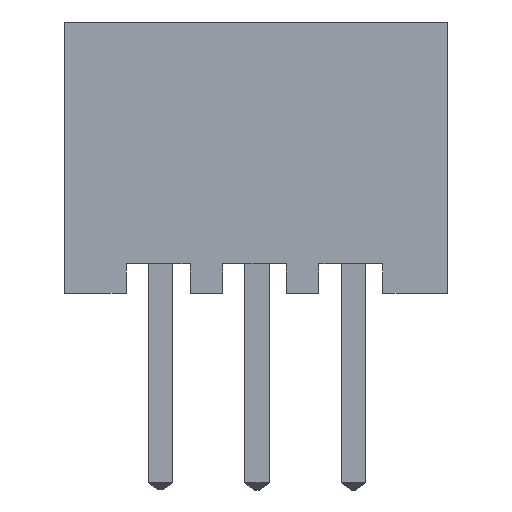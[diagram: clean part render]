
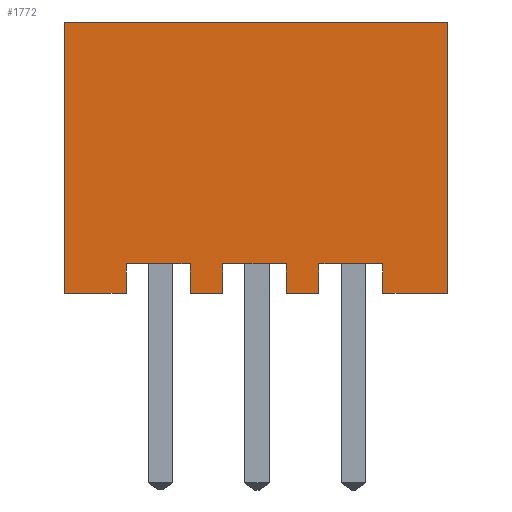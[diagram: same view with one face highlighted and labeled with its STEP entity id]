
A CAD part, front view. The second image highlights one B-rep face of the part: STEP entity #1772.
In plain terms, the highlighted planar face has unit normal (0, -1, 0).
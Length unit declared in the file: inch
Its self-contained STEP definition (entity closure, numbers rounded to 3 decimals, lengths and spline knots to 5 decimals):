
#813 = LINE ( 'NONE', #814, #825 ) ;
#814 = CARTESIAN_POINT ( 'NONE',  ( 0.163, -0.103, 0. ) ) ;
#820 = DIRECTION ( 'NONE',  ( 0., 0., 1. ) ) ;
#822 = VECTOR ( 'NONE', #820, 39.37008 ) ;
#824 = DIRECTION ( 'NONE',  ( -1., 0., 0. ) ) ;
#825 = VECTOR ( 'NONE', #824, 39.37008 ) ;
#875 = CARTESIAN_POINT ( 'NONE',  ( 0.064, -0.103, 0. ) ) ;
#913 = PLANE ( 'NONE',  #918 ) ;
#914 = DIRECTION ( 'NONE',  ( 0., 1., 0. ) ) ;
#915 = DIRECTION ( 'NONE',  ( 0., 0., 1. ) ) ;
#917 = CARTESIAN_POINT ( 'NONE',  ( 0.163, -0.103, 0.151 ) ) ;
#918 = AXIS2_PLACEMENT_3D ( 'NONE', #917, #914, #915 ) ;
#928 = FACE_OUTER_BOUND ( 'NONE', #1798, .T. ) ;
#1020 = CARTESIAN_POINT ( 'NONE',  ( 0.195, -0.103, 0.276 ) ) ;
#1023 = CARTESIAN_POINT ( 'NONE',  ( 0.195, -0.103, 0.191 ) ) ;
#1035 = LINE ( 'NONE', #1023, #1039 ) ;
#1038 = DIRECTION ( 'NONE',  ( 0., 0., 1. ) ) ;
#1039 = VECTOR ( 'NONE', #1038, 39.37008 ) ;
#1054 = DIRECTION ( 'NONE',  ( 0., 0., -1. ) ) ;
#1055 = VECTOR ( 'NONE', #1054, 39.37008 ) ;
#1057 = VECTOR ( 'NONE', #1067, 39.37008 ) ;
#1058 = CARTESIAN_POINT ( 'NONE',  ( -0.195, -0.103, 0.276 ) ) ;
#1060 = CARTESIAN_POINT ( 'NONE',  ( -0.034, -0.103, 0. ) ) ;
#1061 = LINE ( 'NONE', #1060, #1074 ) ;
#1066 = CARTESIAN_POINT ( 'NONE',  ( -0.132, -0.103, 0. ) ) ;
#1067 = DIRECTION ( 'NONE',  ( -1., 0., 0. ) ) ;
#1068 = CARTESIAN_POINT ( 'NONE',  ( 0.163, -0.103, 0. ) ) ;
#1070 = LINE ( 'NONE', #1068, #1057 ) ;
#1071 = CARTESIAN_POINT ( 'NONE',  ( -0.067, -0.103, 0.03 ) ) ;
#1072 = LINE ( 'NONE', #1071, #1055 ) ;
#1073 = DIRECTION ( 'NONE',  ( 0., 0., 1. ) ) ;
#1074 = VECTOR ( 'NONE', #1073, 39.37008 ) ;
#1075 = CARTESIAN_POINT ( 'NONE',  ( 0.064, -0.103, 0. ) ) ;
#1076 = LINE ( 'NONE', #1075, #822 ) ;
#1105 = LINE ( 'NONE', #1108, #1107 ) ;
#1107 = VECTOR ( 'NONE', #1115, 39.37008 ) ;
#1108 = CARTESIAN_POINT ( 'NONE',  ( -0.132, -0.103, 0. ) ) ;
#1115 = DIRECTION ( 'NONE',  ( 0., 0., 1. ) ) ;
#1117 = CARTESIAN_POINT ( 'NONE',  ( -0.195, -0.103, 0. ) ) ;
#1130 = VECTOR ( 'NONE', #1184, 39.37008 ) ;
#1131 = CARTESIAN_POINT ( 'NONE',  ( -0.195, -0.103, 0.276 ) ) ;
#1134 = LINE ( 'NONE', #1131, #1130 ) ;
#1141 = CARTESIAN_POINT ( 'NONE',  ( 0.129, -0.103, 0.03 ) ) ;
#1146 = LINE ( 'NONE', #1189, #1197 ) ;
#1149 = DIRECTION ( 'NONE',  ( 0., 0., -1. ) ) ;
#1150 = VECTOR ( 'NONE', #1149, 39.37008 ) ;
#1164 = VECTOR ( 'NONE', #1181, 39.37008 ) ;
#1168 = LINE ( 'NONE', #1141, #1150 ) ;
#1171 = CARTESIAN_POINT ( 'NONE',  ( 0.195, -0.103, 0.276 ) ) ;
#1176 = LINE ( 'NONE', #1171, #1164 ) ;
#1181 = DIRECTION ( 'NONE',  ( 1., 0., 0. ) ) ;
#1184 = DIRECTION ( 'NONE',  ( 0., 0., 1. ) ) ;
#1188 = DIRECTION ( 'NONE',  ( 0., 0., -1. ) ) ;
#1189 = CARTESIAN_POINT ( 'NONE',  ( 0.031, -0.103, 0.03 ) ) ;
#1197 = VECTOR ( 'NONE', #1188, 39.37008 ) ;
#1525 = VERTEX_POINT ( 'NONE', #2537 ) ;
#1536 = VERTEX_POINT ( 'NONE', #2612 ) ;
#1542 = VERTEX_POINT ( 'NONE', #2620 ) ;
#1548 = VERTEX_POINT ( 'NONE', #2622 ) ;
#1559 = EDGE_CURVE ( 'NONE', #1536, #1548, #2636, .T. ) ;
#1586 = EDGE_CURVE ( 'NONE', #1525, #1542, #2679, .T. ) ;
#1604 = VERTEX_POINT ( 'NONE', #2682 ) ;
#1607 = EDGE_CURVE ( 'NONE', #1604, #1621, #2737, .T. ) ;
#1609 = ORIENTED_EDGE ( 'NONE', *, *, #1821, .T. ) ;
#1621 = VERTEX_POINT ( 'NONE', #2771 ) ;
#1629 = VERTEX_POINT ( 'NONE', #2769 ) ;
#1630 = EDGE_CURVE ( 'NONE', #1635, #1657, #2781, .T. ) ;
#1635 = VERTEX_POINT ( 'NONE', #2770 ) ;
#1638 = EDGE_CURVE ( 'NONE', #1629, #1656, #2602, .T. ) ;
#1648 = VERTEX_POINT ( 'NONE', #2757 ) ;
#1656 = VERTEX_POINT ( 'NONE', #2810 ) ;
#1657 = VERTEX_POINT ( 'NONE', #2802 ) ;
#1746 = EDGE_CURVE ( 'NONE', #1747, #1648, #813, .T. ) ;
#1747 = VERTEX_POINT ( 'NONE', #875 ) ;
#1772 = ADVANCED_FACE ( 'NONE', ( #928 ), #913, .F. ) ;
#1795 = EDGE_CURVE ( 'NONE', #1629, #1804, #1035, .T. ) ;
#1798 = EDGE_LOOP ( 'NONE', ( #1808, #1609, #1866, #1891, #1820, #1834, #1813, #1823, #1842, #1878, #1822, #1814, #1817, #1889, #1818, #1843 ) ) ;
#1804 = VERTEX_POINT ( 'NONE', #1020 ) ;
#1808 = ORIENTED_EDGE ( 'NONE', *, *, #1559, .T. ) ;
#1813 = ORIENTED_EDGE ( 'NONE', *, *, #1746, .F. ) ;
#1814 = ORIENTED_EDGE ( 'NONE', *, *, #1795, .T. ) ;
#1815 = VERTEX_POINT ( 'NONE', #1066 ) ;
#1816 = EDGE_CURVE ( 'NONE', #1815, #1852, #1070, .T. ) ;
#1817 = ORIENTED_EDGE ( 'NONE', *, *, #1860, .F. ) ;
#1818 = ORIENTED_EDGE ( 'NONE', *, *, #1816, .F. ) ;
#1819 = EDGE_CURVE ( 'NONE', #1525, #1635, #1061, .T. ) ;
#1820 = ORIENTED_EDGE ( 'NONE', *, *, #1630, .T. ) ;
#1821 = EDGE_CURVE ( 'NONE', #1548, #1542, #1072, .T. ) ;
#1822 = ORIENTED_EDGE ( 'NONE', *, *, #1638, .F. ) ;
#1823 = ORIENTED_EDGE ( 'NONE', *, *, #1859, .T. ) ;
#1824 = VERTEX_POINT ( 'NONE', #1058 ) ;
#1834 = ORIENTED_EDGE ( 'NONE', *, *, #1888, .T. ) ;
#1836 = EDGE_CURVE ( 'NONE', #1815, #1536, #1105, .T. ) ;
#1842 = ORIENTED_EDGE ( 'NONE', *, *, #1607, .T. ) ;
#1843 = ORIENTED_EDGE ( 'NONE', *, *, #1836, .T. ) ;
#1852 = VERTEX_POINT ( 'NONE', #1117 ) ;
#1859 = EDGE_CURVE ( 'NONE', #1747, #1604, #1076, .T. ) ;
#1860 = EDGE_CURVE ( 'NONE', #1824, #1804, #1176, .T. ) ;
#1863 = EDGE_CURVE ( 'NONE', #1852, #1824, #1134, .T. ) ;
#1866 = ORIENTED_EDGE ( 'NONE', *, *, #1586, .F. ) ;
#1878 = ORIENTED_EDGE ( 'NONE', *, *, #1879, .T. ) ;
#1879 = EDGE_CURVE ( 'NONE', #1621, #1656, #1168, .T. ) ;
#1888 = EDGE_CURVE ( 'NONE', #1657, #1648, #1146, .T. ) ;
#1889 = ORIENTED_EDGE ( 'NONE', *, *, #1863, .F. ) ;
#1891 = ORIENTED_EDGE ( 'NONE', *, *, #1819, .T. ) ;
#2537 = CARTESIAN_POINT ( 'NONE',  ( -0.034, -0.103, 0. ) ) ;
#2594 = DIRECTION ( 'NONE',  ( -1., 0., 0. ) ) ;
#2600 = VECTOR ( 'NONE', #2594, 39.37008 ) ;
#2601 = CARTESIAN_POINT ( 'NONE',  ( 0.163, -0.103, 0. ) ) ;
#2602 = LINE ( 'NONE', #2601, #2600 ) ;
#2612 = CARTESIAN_POINT ( 'NONE',  ( -0.132, -0.103, 0.03 ) ) ;
#2620 = CARTESIAN_POINT ( 'NONE',  ( -0.067, -0.103, 0. ) ) ;
#2622 = CARTESIAN_POINT ( 'NONE',  ( -0.067, -0.103, 0.03 ) ) ;
#2630 = CARTESIAN_POINT ( 'NONE',  ( -0.132, -0.103, 0.03 ) ) ;
#2633 = DIRECTION ( 'NONE',  ( 1., 0., 0. ) ) ;
#2634 = VECTOR ( 'NONE', #2633, 39.37008 ) ;
#2636 = LINE ( 'NONE', #2630, #2634 ) ;
#2677 = DIRECTION ( 'NONE',  ( -1., 0., 0. ) ) ;
#2678 = CARTESIAN_POINT ( 'NONE',  ( 0.163, -0.103, 0. ) ) ;
#2679 = LINE ( 'NONE', #2678, #2704 ) ;
#2682 = CARTESIAN_POINT ( 'NONE',  ( 0.064, -0.103, 0.03 ) ) ;
#2704 = VECTOR ( 'NONE', #2677, 39.37008 ) ;
#2715 = DIRECTION ( 'NONE',  ( 1., 0., 0. ) ) ;
#2729 = CARTESIAN_POINT ( 'NONE',  ( 0.064, -0.103, 0.03 ) ) ;
#2732 = VECTOR ( 'NONE', #2715, 39.37008 ) ;
#2737 = LINE ( 'NONE', #2729, #2732 ) ;
#2755 = VECTOR ( 'NONE', #2774, 39.37008 ) ;
#2757 = CARTESIAN_POINT ( 'NONE',  ( 0.031, -0.103, 0. ) ) ;
#2769 = CARTESIAN_POINT ( 'NONE',  ( 0.195, -0.103, 0. ) ) ;
#2770 = CARTESIAN_POINT ( 'NONE',  ( -0.034, -0.103, 0.03 ) ) ;
#2771 = CARTESIAN_POINT ( 'NONE',  ( 0.129, -0.103, 0.03 ) ) ;
#2774 = DIRECTION ( 'NONE',  ( 1., 0., 0. ) ) ;
#2780 = CARTESIAN_POINT ( 'NONE',  ( -0.034, -0.103, 0.03 ) ) ;
#2781 = LINE ( 'NONE', #2780, #2755 ) ;
#2802 = CARTESIAN_POINT ( 'NONE',  ( 0.031, -0.103, 0.03 ) ) ;
#2810 = CARTESIAN_POINT ( 'NONE',  ( 0.129, -0.103, 0. ) ) ;
